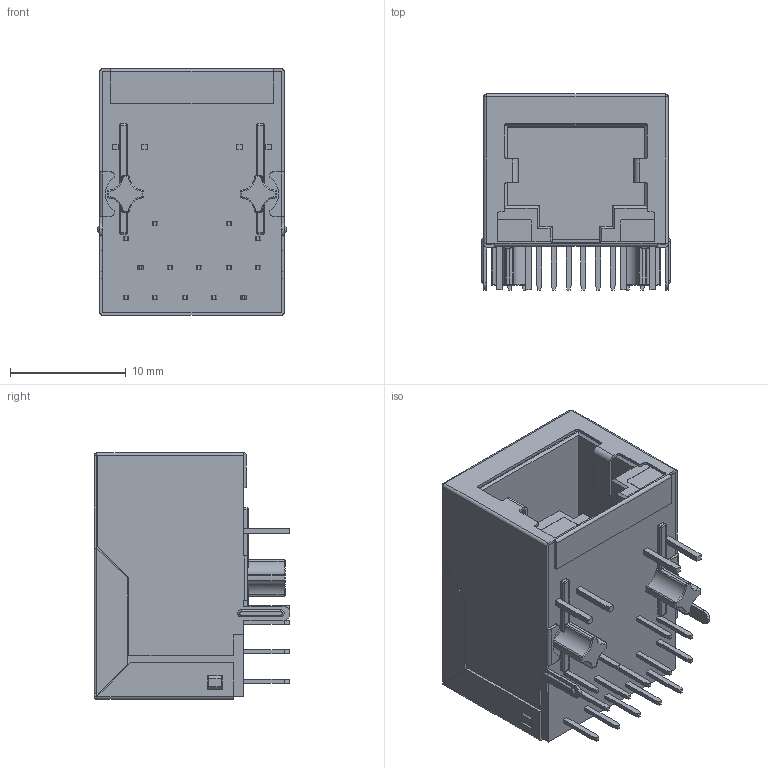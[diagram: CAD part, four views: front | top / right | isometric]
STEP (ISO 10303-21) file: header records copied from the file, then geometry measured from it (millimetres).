
FILE_DESCRIPTION (( 'STEP AP214' ), '1' );
FILE_NAME ('LPJG0926HENL.STEP', '2025-03-27T16:54:45', ( 'LENOVO' ), ( '' ), 'SwSTEP 2.0', 'SolidWorks 2021', '' );
FILE_SCHEMA (( 'AUTOMOTIVE_DESIGN' ));
Length unit declared in the file: millimetre
Products named in the file (1): LPJG0926HENL
Bounding box: 16.23 x 16.9 x 21.25 mm (x, y, z)
Volume: 3470.3 mm3; surface area: 4600.2 mm2
Topology: 22 solids, 22 shells, 477 faces, 1166 edges, 730 vertices
Faces by surface type: plane 324, cylinder 103, sphere 24, torus 22, bspline 4
Entity records: 14095 total; most frequent: CARTESIAN_POINT 2514, DIRECTION 2358, ORIENTED_EDGE 2316, EDGE_CURVE 1158, VECTOR 882, LINE 882, AXIS2_PLACEMENT_3D 738, VERTEX_POINT 730
